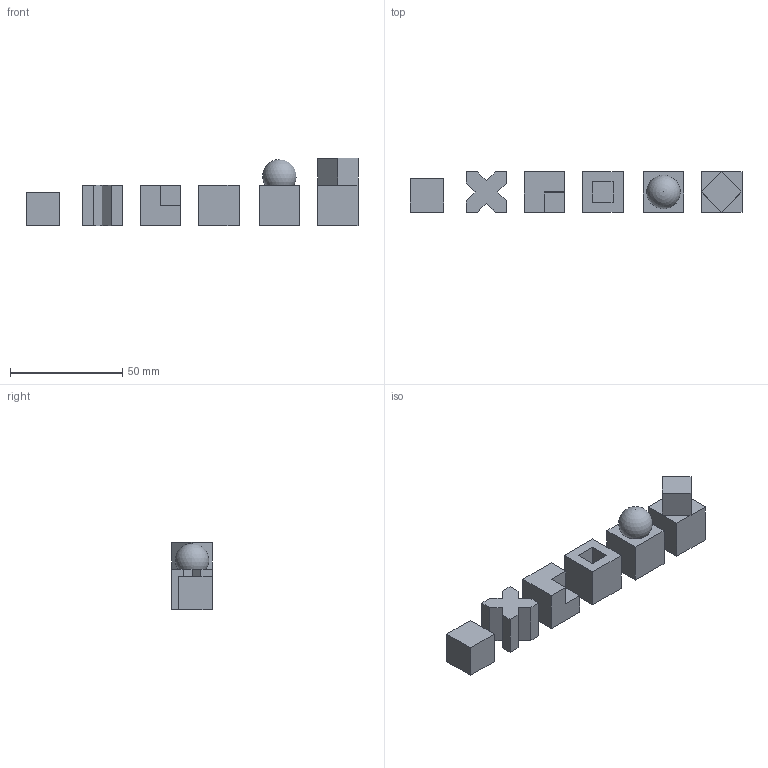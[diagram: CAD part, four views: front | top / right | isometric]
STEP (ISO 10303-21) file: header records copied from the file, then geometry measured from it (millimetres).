
FILE_DESCRIPTION(/* description */ (''),/* implementation_level */ '2;1');
FILE_NAME(/* name */ 'Chess Pieces v3.step',/* time_stamp */ '2021-02-28T13:44:43+01:00',/* author */ (''),/* organization */ (''),/* preprocessor_version */ 'ST-DEVELOPER v18.1',/* originating_system */ 'Autodesk Translation Framework v9.7.1.1290',/* authorisation */ '');
FILE_SCHEMA (('AUTOMOTIVE_DESIGN { 1 0 10303 214 3 1 1 }'));
Length unit declared in the file: millimetre
Products named in the file (7): Chess Pieces; The Pawn; The Bishop; The Knight; The Rook; The Queen; The King
Assembly tree (6 placements, depth 2):
  Chess Pieces
    The Pawn
    The Bishop
    The Knight
    The Rook
    The Queen
    The King
Bounding box: 148 x 18 x 30 mm (x, y, z)
Volume: 33392.4 mm3; surface area: 12531 mm2
Topology: 6 solids, 6 shells, 65 faces, 148 edges, 96 vertices
Faces by surface type: plane 64, sphere 1
Entity records: 1988 total; most frequent: CARTESIAN_POINT 321, DIRECTION 305, ORIENTED_EDGE 294, EDGE_CURVE 147, LINE 145, VECTOR 145, VERTEX_POINT 96, AXIS2_PLACEMENT_3D 80
